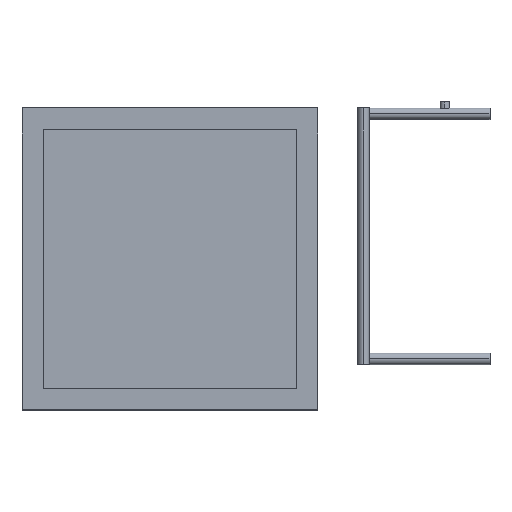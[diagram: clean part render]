
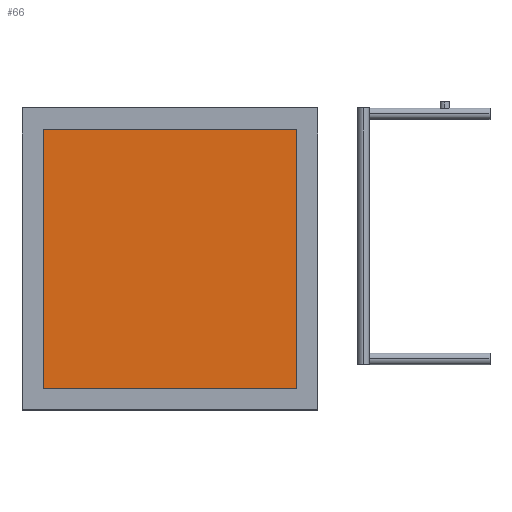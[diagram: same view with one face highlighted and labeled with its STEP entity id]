
A CAD part, top view. The second image highlights one B-rep face of the part: STEP entity #66.
In plain terms, the highlighted planar face has unit normal (0, 0, 1).
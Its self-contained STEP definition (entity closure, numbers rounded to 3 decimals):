
#9 = CARTESIAN_POINT ( 'NONE',  ( 210., -215., 125. ) ) ;
#24 = CARTESIAN_POINT ( 'NONE',  ( 210., 215., 125. ) ) ;
#29 = LINE ( 'NONE', #254, #376 ) ;
#33 = VECTOR ( 'NONE', #641, 1000. ) ;
#66 = ADVANCED_FACE ( 'Y�z3', ( #654 ), #446, .F. ) ;
#92 = VERTEX_POINT ( 'NONE', #9 ) ;
#136 = EDGE_LOOP ( 'NONE', ( #326, #419, #239, #934 ) ) ;
#140 = VERTEX_POINT ( 'NONE', #24 ) ;
#180 = DIRECTION ( 'NONE',  ( 1., 0., 0. ) ) ;
#197 = EDGE_CURVE ( 'NONE', #712, #92, #29, .T. ) ;
#223 = CARTESIAN_POINT ( 'NONE',  ( 0., 0., 125. ) ) ;
#239 = ORIENTED_EDGE ( 'NONE', *, *, #354, .T. ) ;
#254 = CARTESIAN_POINT ( 'NONE',  ( 210., -215., 125. ) ) ;
#280 = VERTEX_POINT ( 'NONE', #361 ) ;
#313 = DIRECTION ( 'NONE',  ( -1., 0., 0. ) ) ;
#326 = ORIENTED_EDGE ( 'NONE', *, *, #197, .T. ) ;
#354 = EDGE_CURVE ( 'NONE', #140, #280, #496, .T. ) ;
#361 = CARTESIAN_POINT ( 'NONE',  ( -210., 215., 125. ) ) ;
#376 = VECTOR ( 'NONE', #180, 1000. ) ;
#378 = VECTOR ( 'NONE', #772, 1000. ) ;
#419 = ORIENTED_EDGE ( 'NONE', *, *, #943, .T. ) ;
#446 = PLANE ( 'NONE',  #740 ) ;
#496 = LINE ( 'NONE', #788, #33 ) ;
#516 = DIRECTION ( 'NONE',  ( 0., 0., -1. ) ) ;
#528 = CARTESIAN_POINT ( 'NONE',  ( -210., -215., 125. ) ) ;
#558 = CARTESIAN_POINT ( 'NONE',  ( 210., 215., 125. ) ) ;
#565 = LINE ( 'NONE', #558, #868 ) ;
#641 = DIRECTION ( 'NONE',  ( -1., 0., 0. ) ) ;
#654 = FACE_OUTER_BOUND ( 'NONE', #136, .T. ) ;
#712 = VERTEX_POINT ( 'NONE', #528 ) ;
#733 = DIRECTION ( 'NONE',  ( 0., 1., 0. ) ) ;
#740 = AXIS2_PLACEMENT_3D ( 'NONE', #223, #516, #313 ) ;
#772 = DIRECTION ( 'NONE',  ( 0., -1., 0. ) ) ;
#788 = CARTESIAN_POINT ( 'NONE',  ( -210., 215., 125. ) ) ;
#850 = EDGE_CURVE ( 'NONE', #280, #712, #912, .T. ) ;
#868 = VECTOR ( 'NONE', #733, 1000. ) ;
#907 = CARTESIAN_POINT ( 'NONE',  ( -210., -215., 125. ) ) ;
#912 = LINE ( 'NONE', #907, #378 ) ;
#934 = ORIENTED_EDGE ( 'NONE', *, *, #850, .T. ) ;
#943 = EDGE_CURVE ( 'NONE', #92, #140, #565, .T. ) ;
